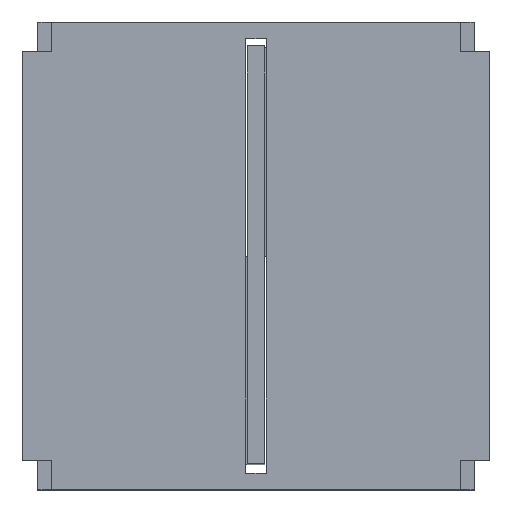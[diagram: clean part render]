
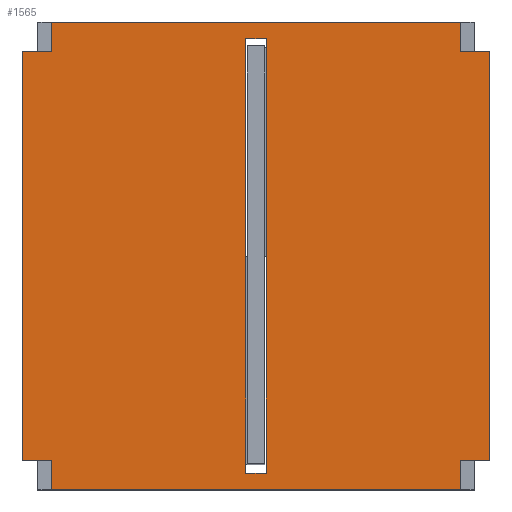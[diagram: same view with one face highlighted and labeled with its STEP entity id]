
A CAD part, top view. The second image highlights one B-rep face of the part: STEP entity #1565.
In plain terms, the highlighted planar face has unit normal (0, 0, 1).
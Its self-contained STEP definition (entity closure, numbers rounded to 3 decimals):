
#17 = FACE_BOUND ( 'NONE', #405, .T. ) ;
#22 = EDGE_CURVE ( 'NONE', #606, #2053, #2172, .T. ) ;
#50 = EDGE_CURVE ( 'NONE', #2053, #2080, #2555, .T. ) ;
#91 = VECTOR ( 'NONE', #547, 1000. ) ;
#92 = ORIENTED_EDGE ( 'NONE', *, *, #388, .T. ) ;
#95 = VECTOR ( 'NONE', #448, 1000. ) ;
#99 = CARTESIAN_POINT ( 'NONE',  ( -44.45, -38.894, 25.4 ) ) ;
#136 = LINE ( 'NONE', #1917, #1972 ) ;
#154 = VECTOR ( 'NONE', #1742, 1000. ) ;
#168 = CARTESIAN_POINT ( 'NONE',  ( 1.981, 20.637, 25.4 ) ) ;
#188 = VECTOR ( 'NONE', #1876, 1000. ) ;
#194 = LINE ( 'NONE', #1781, #1428 ) ;
#223 = VERTEX_POINT ( 'NONE', #1811 ) ;
#278 = CARTESIAN_POINT ( 'NONE',  ( 38.894, 38.894, 25.4 ) ) ;
#299 = EDGE_CURVE ( 'NONE', #333, #390, #1226, .T. ) ;
#315 = CARTESIAN_POINT ( 'NONE',  ( 38.894, -44.45, 25.4 ) ) ;
#320 = ORIENTED_EDGE ( 'NONE', *, *, #299, .T. ) ;
#321 = CARTESIAN_POINT ( 'NONE',  ( -44.45, 38.894, 25.4 ) ) ;
#333 = VERTEX_POINT ( 'NONE', #2333 ) ;
#361 = VERTEX_POINT ( 'NONE', #278 ) ;
#365 = CARTESIAN_POINT ( 'NONE',  ( -1.981, -41.275, 25.4 ) ) ;
#372 = ORIENTED_EDGE ( 'NONE', *, *, #1960, .F. ) ;
#380 = LINE ( 'NONE', #2363, #682 ) ;
#388 = EDGE_CURVE ( 'NONE', #390, #1319, #771, .T. ) ;
#390 = VERTEX_POINT ( 'NONE', #365 ) ;
#391 = VERTEX_POINT ( 'NONE', #315 ) ;
#397 = DIRECTION ( 'NONE',  ( 0., 1., 0. ) ) ;
#402 = CARTESIAN_POINT ( 'NONE',  ( -38.894, 38.894, 25.4 ) ) ;
#405 = EDGE_LOOP ( 'NONE', ( #320, #92, #1938, #1254 ) ) ;
#431 = DIRECTION ( 'NONE',  ( 1., 0., 0. ) ) ;
#442 = VERTEX_POINT ( 'NONE', #486 ) ;
#448 = DIRECTION ( 'NONE',  ( -1., 0., 0. ) ) ;
#453 = LINE ( 'NONE', #2042, #1639 ) ;
#464 = AXIS2_PLACEMENT_3D ( 'NONE', #638, #1819, #431 ) ;
#467 = DIRECTION ( 'NONE',  ( 1., 0., 0. ) ) ;
#473 = VERTEX_POINT ( 'NONE', #1032 ) ;
#486 = CARTESIAN_POINT ( 'NONE',  ( 44.45, 38.894, 25.4 ) ) ;
#494 = EDGE_CURVE ( 'NONE', #1319, #1068, #1390, .T. ) ;
#504 = ORIENTED_EDGE ( 'NONE', *, *, #1046, .F. ) ;
#547 = DIRECTION ( 'NONE',  ( -1., 0., 0. ) ) ;
#606 = VERTEX_POINT ( 'NONE', #1416 ) ;
#611 = ORIENTED_EDGE ( 'NONE', *, *, #2109, .F. ) ;
#638 = CARTESIAN_POINT ( 'NONE',  ( 0., 0., 25.4 ) ) ;
#650 = VECTOR ( 'NONE', #2297, 1000. ) ;
#663 = ORIENTED_EDGE ( 'NONE', *, *, #2128, .F. ) ;
#682 = VECTOR ( 'NONE', #1378, 1000. ) ;
#752 = ORIENTED_EDGE ( 'NONE', *, *, #1209, .F. ) ;
#771 = LINE ( 'NONE', #2062, #188 ) ;
#772 = CARTESIAN_POINT ( 'NONE',  ( 38.894, -38.894, 25.4 ) ) ;
#780 = ORIENTED_EDGE ( 'NONE', *, *, #22, .F. ) ;
#805 = CARTESIAN_POINT ( 'NONE',  ( -44.45, -38.894, 25.4 ) ) ;
#827 = DIRECTION ( 'NONE',  ( 0., -1., 0. ) ) ;
#843 = ORIENTED_EDGE ( 'NONE', *, *, #1265, .F. ) ;
#865 = VECTOR ( 'NONE', #2475, 1000. ) ;
#919 = VECTOR ( 'NONE', #2005, 1000. ) ;
#937 = ORIENTED_EDGE ( 'NONE', *, *, #2007, .F. ) ;
#950 = DIRECTION ( 'NONE',  ( -1., 0., 0. ) ) ;
#973 = LINE ( 'NONE', #2338, #2298 ) ;
#979 = VECTOR ( 'NONE', #1779, 1000. ) ;
#1032 = CARTESIAN_POINT ( 'NONE',  ( 44.45, -38.894, 25.4 ) ) ;
#1033 = FACE_OUTER_BOUND ( 'NONE', #1718, .T. ) ;
#1036 = CARTESIAN_POINT ( 'NONE',  ( 0.991, -41.275, 25.4 ) ) ;
#1046 = EDGE_CURVE ( 'NONE', #442, #473, #136, .T. ) ;
#1067 = CARTESIAN_POINT ( 'NONE',  ( 38.894, 44.45, 25.4 ) ) ;
#1068 = VERTEX_POINT ( 'NONE', #2097 ) ;
#1168 = VECTOR ( 'NONE', #827, 1000. ) ;
#1209 = EDGE_CURVE ( 'NONE', #361, #442, #194, .T. ) ;
#1220 = LINE ( 'NONE', #2020, #919 ) ;
#1226 = LINE ( 'NONE', #1036, #95 ) ;
#1254 = ORIENTED_EDGE ( 'NONE', *, *, #2222, .T. ) ;
#1265 = EDGE_CURVE ( 'NONE', #2080, #1942, #380, .T. ) ;
#1289 = CARTESIAN_POINT ( 'NONE',  ( 38.894, -38.894, 25.4 ) ) ;
#1293 = VECTOR ( 'NONE', #397, 1000. ) ;
#1312 = LINE ( 'NONE', #1727, #2038 ) ;
#1319 = VERTEX_POINT ( 'NONE', #2486 ) ;
#1364 = LINE ( 'NONE', #772, #1168 ) ;
#1378 = DIRECTION ( 'NONE',  ( 1., 0., 0. ) ) ;
#1390 = LINE ( 'NONE', #2358, #979 ) ;
#1416 = CARTESIAN_POINT ( 'NONE',  ( -38.894, -38.894, 25.4 ) ) ;
#1428 = VECTOR ( 'NONE', #1794, 1000. ) ;
#1431 = PLANE ( 'NONE',  #464 ) ;
#1456 = EDGE_CURVE ( 'NONE', #2029, #391, #1364, .T. ) ;
#1518 = DIRECTION ( 'NONE',  ( 0., -1., 0. ) ) ;
#1565 = ADVANCED_FACE ( 'NONE', ( #17, #1033 ), #1431, .T. ) ;
#1620 = EDGE_CURVE ( 'NONE', #391, #223, #1312, .T. ) ;
#1639 = VECTOR ( 'NONE', #467, 1000. ) ;
#1673 = VERTEX_POINT ( 'NONE', #1945 ) ;
#1689 = CARTESIAN_POINT ( 'NONE',  ( 38.894, 44.45, 25.4 ) ) ;
#1718 = EDGE_LOOP ( 'NONE', ( #2071, #843, #2004, #780, #372, #1841, #1840, #663, #504, #752, #611, #937 ) ) ;
#1727 = CARTESIAN_POINT ( 'NONE',  ( 38.894, -44.45, 25.4 ) ) ;
#1742 = DIRECTION ( 'NONE',  ( 0., -1., 0. ) ) ;
#1779 = DIRECTION ( 'NONE',  ( 1., 0., 0. ) ) ;
#1781 = CARTESIAN_POINT ( 'NONE',  ( 38.894, 38.894, 25.4 ) ) ;
#1794 = DIRECTION ( 'NONE',  ( 1., 0., 0. ) ) ;
#1811 = CARTESIAN_POINT ( 'NONE',  ( -38.894, -44.45, 25.4 ) ) ;
#1819 = DIRECTION ( 'NONE',  ( 0., 0., 1. ) ) ;
#1840 = ORIENTED_EDGE ( 'NONE', *, *, #1456, .F. ) ;
#1841 = ORIENTED_EDGE ( 'NONE', *, *, #1620, .F. ) ;
#1876 = DIRECTION ( 'NONE',  ( 0., 1., 0. ) ) ;
#1895 = LINE ( 'NONE', #1689, #865 ) ;
#1903 = DIRECTION ( 'NONE',  ( -1., 0., 0. ) ) ;
#1917 = CARTESIAN_POINT ( 'NONE',  ( 44.45, 38.894, 25.4 ) ) ;
#1938 = ORIENTED_EDGE ( 'NONE', *, *, #494, .T. ) ;
#1942 = VERTEX_POINT ( 'NONE', #402 ) ;
#1945 = CARTESIAN_POINT ( 'NONE',  ( -38.894, 44.45, 25.4 ) ) ;
#1949 = LINE ( 'NONE', #168, #154 ) ;
#1960 = EDGE_CURVE ( 'NONE', #223, #606, #1220, .T. ) ;
#1972 = VECTOR ( 'NONE', #1518, 1000. ) ;
#2004 = ORIENTED_EDGE ( 'NONE', *, *, #50, .F. ) ;
#2005 = DIRECTION ( 'NONE',  ( 0., 1., 0. ) ) ;
#2007 = EDGE_CURVE ( 'NONE', #1673, #2517, #453, .T. ) ;
#2020 = CARTESIAN_POINT ( 'NONE',  ( -38.894, -44.45, 25.4 ) ) ;
#2029 = VERTEX_POINT ( 'NONE', #1289 ) ;
#2038 = VECTOR ( 'NONE', #1903, 1000. ) ;
#2042 = CARTESIAN_POINT ( 'NONE',  ( -38.894, 44.45, 25.4 ) ) ;
#2053 = VERTEX_POINT ( 'NONE', #99 ) ;
#2062 = CARTESIAN_POINT ( 'NONE',  ( -1.981, -20.637, 25.4 ) ) ;
#2071 = ORIENTED_EDGE ( 'NONE', *, *, #2151, .F. ) ;
#2080 = VERTEX_POINT ( 'NONE', #321 ) ;
#2097 = CARTESIAN_POINT ( 'NONE',  ( 1.981, 41.275, 25.4 ) ) ;
#2109 = EDGE_CURVE ( 'NONE', #2517, #361, #1895, .T. ) ;
#2128 = EDGE_CURVE ( 'NONE', #473, #2029, #973, .T. ) ;
#2151 = EDGE_CURVE ( 'NONE', #1942, #1673, #2515, .T. ) ;
#2172 = LINE ( 'NONE', #2323, #91 ) ;
#2222 = EDGE_CURVE ( 'NONE', #1068, #333, #1949, .T. ) ;
#2297 = DIRECTION ( 'NONE',  ( 0., 1., 0. ) ) ;
#2298 = VECTOR ( 'NONE', #950, 1000. ) ;
#2312 = CARTESIAN_POINT ( 'NONE',  ( -38.894, 38.894, 25.4 ) ) ;
#2323 = CARTESIAN_POINT ( 'NONE',  ( -38.894, -38.894, 25.4 ) ) ;
#2333 = CARTESIAN_POINT ( 'NONE',  ( 1.981, -41.275, 25.4 ) ) ;
#2338 = CARTESIAN_POINT ( 'NONE',  ( 44.45, -38.894, 25.4 ) ) ;
#2358 = CARTESIAN_POINT ( 'NONE',  ( -0.991, 41.275, 25.4 ) ) ;
#2363 = CARTESIAN_POINT ( 'NONE',  ( -44.45, 38.894, 25.4 ) ) ;
#2475 = DIRECTION ( 'NONE',  ( 0., -1., 0. ) ) ;
#2486 = CARTESIAN_POINT ( 'NONE',  ( -1.981, 41.275, 25.4 ) ) ;
#2515 = LINE ( 'NONE', #2312, #650 ) ;
#2517 = VERTEX_POINT ( 'NONE', #1067 ) ;
#2555 = LINE ( 'NONE', #805, #1293 ) ;
